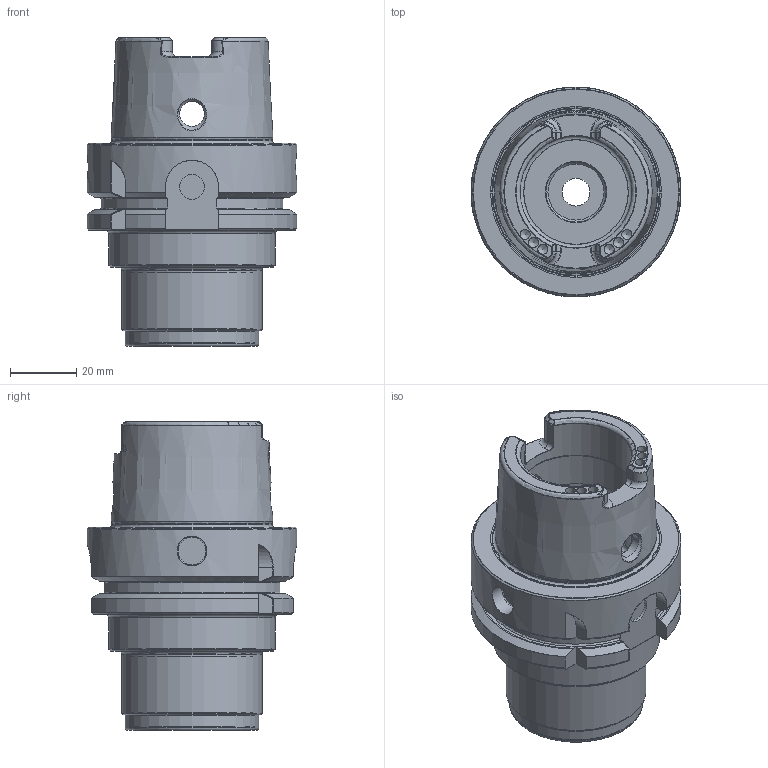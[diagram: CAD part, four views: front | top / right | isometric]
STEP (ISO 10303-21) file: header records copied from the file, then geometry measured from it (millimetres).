
FILE_DESCRIPTION(/* description */ (''),/* implementation_level */ '2;1');
FILE_NAME(/* name */ '556313230.stp',/* time_stamp */ '2021-06-01T08:17:52',/* author */ ('LRA'),/* organization */ ('REGO-FIX'),/* preprocessor_version */ ' Unknown',/* originating_system */ 'SIEMENS PLM Software Solid Edge ST10',/* authorization */ 'Unknown');
FILE_SCHEMA (('AUTOMOTIVE_DESIGN { 1 0 10303 214 2 1 1}'));
Length unit declared in the file: millimetre
Products named in the file (1): NOCUT
Bounding box: 63.3 x 63.3 x 93.1 mm (x, y, z)
Volume: 228552.2 mm3; surface area: 60815.5 mm2
Topology: 2 solids, 2 shells, 288 faces, 761 edges, 487 vertices
Faces by surface type: plane 88, cylinder 83, cone 71, torus 46
Full cylindrical faces by diameter (mm): 3 x12, 7.5 x6, 8.4 x2, 9 x2, 10 x2, 16.917 x2, 20 x2, 23.5 x2, 33.7 x2, 34 x2, 40 x3, 40.3 x1, 42 x2, 42.3 x1, 48.039 x1, 48.43 x1, 50 x1, 50.3 x1, 63 x1, 63.3 x1
Entity records: 10403 total; most frequent: CARTESIAN_POINT 2167, DIRECTION 1256, ORIENTED_EDGE 1172, EDGE_CURVE 586, AXIS2_PLACEMENT_3D 542, VERTEX_POINT 438, FACE_BOUND 434, EDGE_LOOP 422
